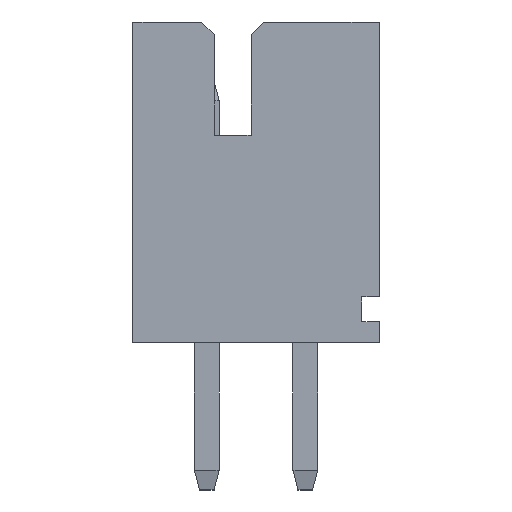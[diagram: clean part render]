
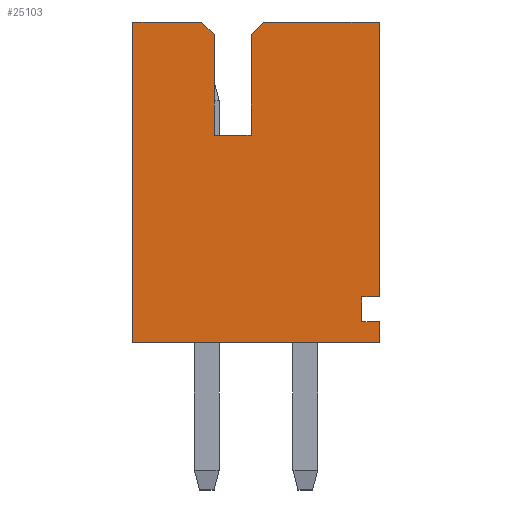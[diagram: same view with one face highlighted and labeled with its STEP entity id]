
A CAD part, left-side view. The second image highlights one B-rep face of the part: STEP entity #25103.
In plain terms, the highlighted planar face has unit normal (-1, 0, 0).
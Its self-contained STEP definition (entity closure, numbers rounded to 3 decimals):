
#13 = ORIENTED_EDGE ( 'NONE', *, *, #4959, .F. ) ;
#71 = CARTESIAN_POINT ( 'NONE',  ( -7.95, 0.85, 4.2 ) ) ;
#238 = LINE ( 'NONE', #4101, #13238 ) ;
#325 = VECTOR ( 'NONE', #28339, 1000. ) ;
#813 = PLANE ( 'NONE',  #22739 ) ;
#1015 = DIRECTION ( 'NONE',  ( 0., 0., -1. ) ) ;
#1167 = LINE ( 'NONE', #7978, #325 ) ;
#1340 = VECTOR ( 'NONE', #1015, 1000. ) ;
#1597 = ORIENTED_EDGE ( 'NONE', *, *, #18582, .F. ) ;
#1829 = EDGE_CURVE ( 'NONE', #19452, #12033, #17645, .T. ) ;
#2434 = ORIENTED_EDGE ( 'NONE', *, *, #8300, .F. ) ;
#2906 = ORIENTED_EDGE ( 'NONE', *, *, #28175, .F. ) ;
#2992 = VERTEX_POINT ( 'NONE', #9354 ) ;
#4101 = CARTESIAN_POINT ( 'NONE',  ( -7.95, 0.85, 6.5 ) ) ;
#4409 = ORIENTED_EDGE ( 'NONE', *, *, #1829, .T. ) ;
#4531 = DIRECTION ( 'NONE',  ( 0., 0., 1. ) ) ;
#4959 = EDGE_CURVE ( 'NONE', #13645, #22876, #9537, .T. ) ;
#5191 = CARTESIAN_POINT ( 'NONE',  ( -7.95, 2.5, 0.92 ) ) ;
#5342 = DIRECTION ( 'NONE',  ( 0., -0.707, 0.707 ) ) ;
#5917 = CARTESIAN_POINT ( 'NONE',  ( -7.95, -0.15, 6.5 ) ) ;
#5942 = EDGE_CURVE ( 'NONE', #28186, #12033, #28993, .T. ) ;
#5972 = CARTESIAN_POINT ( 'NONE',  ( -7.95, 2.5, 6.5 ) ) ;
#6445 = LINE ( 'NONE', #27087, #22393 ) ;
#6763 = CARTESIAN_POINT ( 'NONE',  ( -7.95, 2.5, 6.5 ) ) ;
#6764 = CARTESIAN_POINT ( 'NONE',  ( -7.95, 2.5, 6.5 ) ) ;
#7065 = LINE ( 'NONE', #18550, #24134 ) ;
#7356 = VERTEX_POINT ( 'NONE', #21239 ) ;
#7395 = EDGE_CURVE ( 'NONE', #17321, #19452, #13405, .T. ) ;
#7571 = VECTOR ( 'NONE', #19619, 1000. ) ;
#7680 = VECTOR ( 'NONE', #5342, 1000. ) ;
#7978 = CARTESIAN_POINT ( 'NONE',  ( -7.95, 2.5, 0.42 ) ) ;
#8300 = EDGE_CURVE ( 'NONE', #17321, #7356, #7065, .T. ) ;
#8477 = CARTESIAN_POINT ( 'NONE',  ( -7.95, -2.5, 6.5 ) ) ;
#8505 = DIRECTION ( 'NONE',  ( 1., 0., 0. ) ) ;
#8543 = ORIENTED_EDGE ( 'NONE', *, *, #5942, .F. ) ;
#8627 = DIRECTION ( 'NONE',  ( 0., 0.707, 0.707 ) ) ;
#9354 = CARTESIAN_POINT ( 'NONE',  ( -7.95, -2.5, 0.92 ) ) ;
#9537 = LINE ( 'NONE', #6763, #16342 ) ;
#9978 = FACE_OUTER_BOUND ( 'NONE', #17147, .T. ) ;
#11027 = CARTESIAN_POINT ( 'NONE',  ( -7.95, 2.5, 0. ) ) ;
#11058 = CARTESIAN_POINT ( 'NONE',  ( -7.95, 2.5, 6.5 ) ) ;
#11223 = DIRECTION ( 'NONE',  ( 0., 0., 1. ) ) ;
#11544 = EDGE_CURVE ( 'NONE', #15968, #14536, #238, .T. ) ;
#11675 = ORIENTED_EDGE ( 'NONE', *, *, #16205, .T. ) ;
#11966 = VECTOR ( 'NONE', #13330, 1000. ) ;
#11994 = LINE ( 'NONE', #5191, #19743 ) ;
#12033 = VERTEX_POINT ( 'NONE', #12816 ) ;
#12816 = CARTESIAN_POINT ( 'NONE',  ( -7.95, -2.5, 0. ) ) ;
#13044 = VERTEX_POINT ( 'NONE', #27542 ) ;
#13134 = VECTOR ( 'NONE', #20180, 1000. ) ;
#13238 = VECTOR ( 'NONE', #4531, 1000. ) ;
#13330 = DIRECTION ( 'NONE',  ( 0., 0., -1. ) ) ;
#13405 = LINE ( 'NONE', #6764, #7571 ) ;
#13645 = VERTEX_POINT ( 'NONE', #5917 ) ;
#13845 = ORIENTED_EDGE ( 'NONE', *, *, #17975, .T. ) ;
#14066 = LINE ( 'NONE', #25120, #7680 ) ;
#14536 = VERTEX_POINT ( 'NONE', #28664 ) ;
#14668 = ORIENTED_EDGE ( 'NONE', *, *, #26508, .F. ) ;
#14816 = EDGE_CURVE ( 'NONE', #22876, #2992, #16672, .T. ) ;
#15356 = ORIENTED_EDGE ( 'NONE', *, *, #26682, .F. ) ;
#15511 = LINE ( 'NONE', #28973, #18041 ) ;
#15968 = VERTEX_POINT ( 'NONE', #71 ) ;
#16201 = VERTEX_POINT ( 'NONE', #19850 ) ;
#16205 = EDGE_CURVE ( 'NONE', #14536, #7356, #28562, .T. ) ;
#16342 = VECTOR ( 'NONE', #24738, 1000. ) ;
#16672 = LINE ( 'NONE', #19170, #1340 ) ;
#16835 = VERTEX_POINT ( 'NONE', #18922 ) ;
#16936 = ORIENTED_EDGE ( 'NONE', *, *, #11544, .T. ) ;
#17147 = EDGE_LOOP ( 'NONE', ( #1597, #18045, #13, #14668, #24831, #15356, #16936, #11675, #2434, #25590, #4409, #8543, #13845, #2906 ) ) ;
#17321 = VERTEX_POINT ( 'NONE', #11058 ) ;
#17636 = CARTESIAN_POINT ( 'NONE',  ( -7.95, -2.5, 6.5 ) ) ;
#17645 = LINE ( 'NONE', #11027, #13134 ) ;
#17693 = LINE ( 'NONE', #20086, #20812 ) ;
#17755 = DIRECTION ( 'NONE',  ( 0., 0., -1. ) ) ;
#17975 = EDGE_CURVE ( 'NONE', #28186, #16201, #1167, .T. ) ;
#18041 = VECTOR ( 'NONE', #26861, 1000. ) ;
#18045 = ORIENTED_EDGE ( 'NONE', *, *, #14816, .F. ) ;
#18550 = CARTESIAN_POINT ( 'NONE',  ( -7.95, 2.5, 6.5 ) ) ;
#18582 = EDGE_CURVE ( 'NONE', #2992, #16835, #11994, .T. ) ;
#18922 = CARTESIAN_POINT ( 'NONE',  ( -7.95, -2.15, 0.92 ) ) ;
#19170 = CARTESIAN_POINT ( 'NONE',  ( -7.95, -2.5, 6.5 ) ) ;
#19452 = VERTEX_POINT ( 'NONE', #21341 ) ;
#19619 = DIRECTION ( 'NONE',  ( 0., 0., -1. ) ) ;
#19743 = VECTOR ( 'NONE', #20694, 1000. ) ;
#19850 = CARTESIAN_POINT ( 'NONE',  ( -7.95, -2.15, 0.42 ) ) ;
#19998 = CARTESIAN_POINT ( 'NONE',  ( -7.95, 1.8, 7.2 ) ) ;
#20086 = CARTESIAN_POINT ( 'NONE',  ( -7.95, 0.1, 6.5 ) ) ;
#20180 = DIRECTION ( 'NONE',  ( 0., -1., 0. ) ) ;
#20694 = DIRECTION ( 'NONE',  ( 0., 1., 0. ) ) ;
#20812 = VECTOR ( 'NONE', #11223, 1000. ) ;
#21239 = CARTESIAN_POINT ( 'NONE',  ( -7.95, 1.1, 6.5 ) ) ;
#21257 = VECTOR ( 'NONE', #8627, 1000. ) ;
#21341 = CARTESIAN_POINT ( 'NONE',  ( -7.95, 2.5, 0. ) ) ;
#22393 = VECTOR ( 'NONE', #26510, 1000. ) ;
#22739 = AXIS2_PLACEMENT_3D ( 'NONE', #5972, #8505, #17755 ) ;
#22876 = VERTEX_POINT ( 'NONE', #17636 ) ;
#23793 = VERTEX_POINT ( 'NONE', #27027 ) ;
#24134 = VECTOR ( 'NONE', #27109, 1000. ) ;
#24301 = CARTESIAN_POINT ( 'NONE',  ( -7.95, -2.5, 0.42 ) ) ;
#24543 = EDGE_CURVE ( 'NONE', #23793, #13044, #17693, .T. ) ;
#24738 = DIRECTION ( 'NONE',  ( 0., -1., 0. ) ) ;
#24831 = ORIENTED_EDGE ( 'NONE', *, *, #24543, .F. ) ;
#25103 = ADVANCED_FACE ( 'NONE', ( #9978 ), #813, .F. ) ;
#25120 = CARTESIAN_POINT ( 'NONE',  ( -7.95, 1.175, 5.175 ) ) ;
#25590 = ORIENTED_EDGE ( 'NONE', *, *, #7395, .T. ) ;
#26508 = EDGE_CURVE ( 'NONE', #13044, #13645, #14066, .T. ) ;
#26510 = DIRECTION ( 'NONE',  ( 0., 0., -1. ) ) ;
#26682 = EDGE_CURVE ( 'NONE', #15968, #23793, #15511, .T. ) ;
#26861 = DIRECTION ( 'NONE',  ( 0., -1., 0. ) ) ;
#27027 = CARTESIAN_POINT ( 'NONE',  ( -7.95, 0.1, 4.2 ) ) ;
#27087 = CARTESIAN_POINT ( 'NONE',  ( -7.95, -2.15, 6.5 ) ) ;
#27109 = DIRECTION ( 'NONE',  ( 0., -1., 0. ) ) ;
#27542 = CARTESIAN_POINT ( 'NONE',  ( -7.95, 0.1, 6.25 ) ) ;
#28175 = EDGE_CURVE ( 'NONE', #16835, #16201, #6445, .T. ) ;
#28186 = VERTEX_POINT ( 'NONE', #24301 ) ;
#28339 = DIRECTION ( 'NONE',  ( 0., 1., 0. ) ) ;
#28562 = LINE ( 'NONE', #19998, #21257 ) ;
#28664 = CARTESIAN_POINT ( 'NONE',  ( -7.95, 0.85, 6.25 ) ) ;
#28973 = CARTESIAN_POINT ( 'NONE',  ( -7.95, 2.5, 4.2 ) ) ;
#28993 = LINE ( 'NONE', #8477, #11966 ) ;
